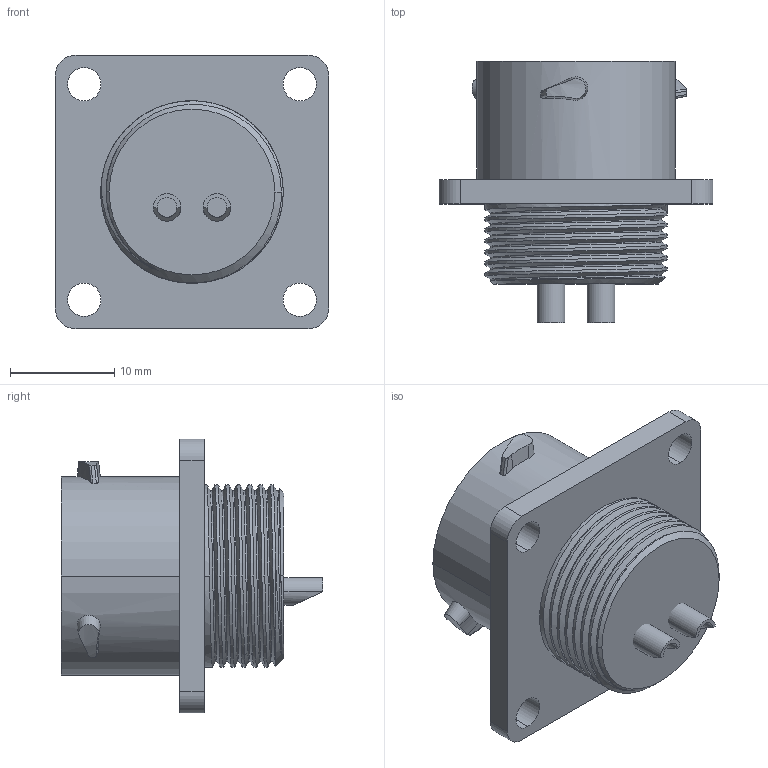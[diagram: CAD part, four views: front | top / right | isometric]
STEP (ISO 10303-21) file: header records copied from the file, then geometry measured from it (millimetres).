
FILE_DESCRIPTION((''),'2;1');
FILE_NAME('UTS012E2P','2011-04-05T',('vsorin'),('SOURIAU'),'PRO/ENGINEER BY PARAMETRIC TECHNOLOGY CORPORATION, 2010140','PRO/ENGINEER BY PARAMETRIC TECHNOLOGY CORPORATION, 2010140','');
FILE_SCHEMA(('CONFIG_CONTROL_DESIGN'));
Length unit declared in the file: millimetre
Products named in the file (1): UTS012E2P
Bounding box: 26.2 x 25 x 26.2 mm (x, y, z)
Surface area: 3652 mm2 (no closed solid volume)
Topology: 0 solids, 4 shells, 111 faces, 302 edges, 197 vertices
Faces by surface type: cylinder 54, plane 27, bspline 21, sphere 4, extrusion 3, cone 2
Entity records: 7325 total; most frequent: CARTESIAN_POINT 4663, ORIENTED_EDGE 580, DIRECTION 474, EDGE_CURVE 298, VERTEX_POINT 197, AXIS2_PLACEMENT_3D 178, EDGE_LOOP 128, VECTOR 118
